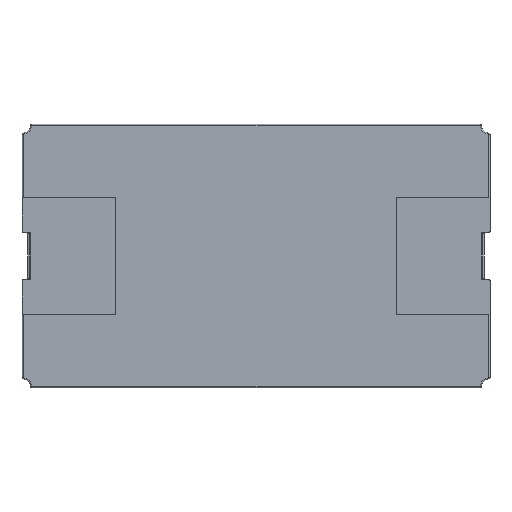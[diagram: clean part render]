
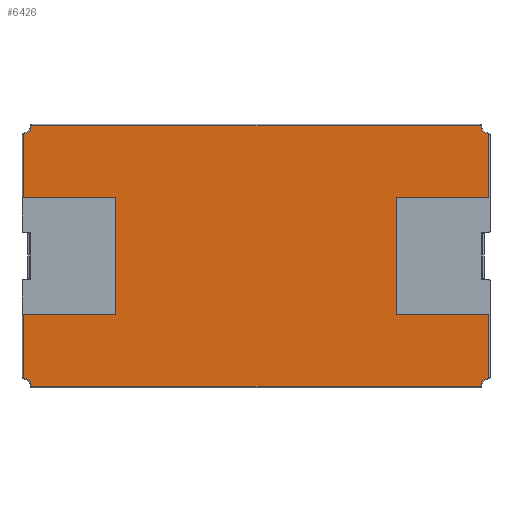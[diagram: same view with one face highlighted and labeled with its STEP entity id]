
A CAD part, front view. The second image highlights one B-rep face of the part: STEP entity #6426.
In plain terms, the highlighted planar face has unit normal (0, -1, 0).
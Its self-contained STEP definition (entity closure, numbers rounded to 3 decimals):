
#181 = AXIS2_PLACEMENT_3D ( 'NONE', #10759, #2221, #10641 ) ;
#223 = VERTEX_POINT ( 'NONE', #5784 ) ;
#257 = AXIS2_PLACEMENT_3D ( 'NONE', #955, #9404, #4415 ) ;
#589 = DIRECTION ( 'NONE',  ( -1., 0., 0. ) ) ;
#594 = ORIENTED_EDGE ( 'NONE', *, *, #2957, .T. ) ;
#598 = CARTESIAN_POINT ( 'NONE',  ( 3.98, 0.05, -1. ) ) ;
#740 = CIRCLE ( 'NONE', #9560, 0.17 ) ;
#765 = VERTEX_POINT ( 'NONE', #6070 ) ;
#775 = DIRECTION ( 'NONE',  ( 1., 0., 0. ) ) ;
#955 = CARTESIAN_POINT ( 'NONE',  ( -4., 0.05, -2.25 ) ) ;
#988 = CARTESIAN_POINT ( 'NONE',  ( -2.4, 0.05, -1. ) ) ;
#1002 = LINE ( 'NONE', #7798, #7384 ) ;
#1360 = VERTEX_POINT ( 'NONE', #8265 ) ;
#1380 = EDGE_CURVE ( 'NONE', #223, #1790, #740, .T. ) ;
#1422 = VECTOR ( 'NONE', #5228, 1000. ) ;
#1764 = CARTESIAN_POINT ( 'NONE',  ( -3.85, 0.05, 2.23 ) ) ;
#1790 = VERTEX_POINT ( 'NONE', #9978 ) ;
#2113 = LINE ( 'NONE', #10713, #8493 ) ;
#2134 = DIRECTION ( 'NONE',  ( 0., 0., 1. ) ) ;
#2145 = VERTEX_POINT ( 'NONE', #5369 ) ;
#2221 = DIRECTION ( 'NONE',  ( 0., 1., 0. ) ) ;
#2401 = VERTEX_POINT ( 'NONE', #3467 ) ;
#2472 = LINE ( 'NONE', #8312, #6954 ) ;
#2534 = EDGE_CURVE ( 'NONE', #3949, #2401, #2113, .T. ) ;
#2595 = VECTOR ( 'NONE', #10078, 1000. ) ;
#2610 = VERTEX_POINT ( 'NONE', #3750 ) ;
#2629 = DIRECTION ( 'NONE',  ( 0., 0., -1. ) ) ;
#2630 = CIRCLE ( 'NONE', #11075, 0.17 ) ;
#2638 = ORIENTED_EDGE ( 'NONE', *, *, #10466, .T. ) ;
#2647 = LINE ( 'NONE', #4407, #10669 ) ;
#2654 = ORIENTED_EDGE ( 'NONE', *, *, #10453, .T. ) ;
#2724 = EDGE_CURVE ( 'NONE', #2861, #2610, #3901, .T. ) ;
#2782 = CARTESIAN_POINT ( 'NONE',  ( 4., 0.05, 2.25 ) ) ;
#2861 = VERTEX_POINT ( 'NONE', #8732 ) ;
#2957 = EDGE_CURVE ( 'NONE', #1790, #8950, #2647, .T. ) ;
#2979 = LINE ( 'NONE', #3768, #6061 ) ;
#3045 = AXIS2_PLACEMENT_3D ( 'NONE', #2782, #6050, #9418 ) ;
#3250 = VERTEX_POINT ( 'NONE', #988 ) ;
#3428 = CARTESIAN_POINT ( 'NONE',  ( 2.4, 0.05, -1. ) ) ;
#3467 = CARTESIAN_POINT ( 'NONE',  ( 3.98, 0.05, 2.081 ) ) ;
#3626 = DIRECTION ( 'NONE',  ( 0., 0., 1. ) ) ;
#3646 = LINE ( 'NONE', #3428, #6141 ) ;
#3750 = CARTESIAN_POINT ( 'NONE',  ( -3.98, 0.05, 1. ) ) ;
#3768 = CARTESIAN_POINT ( 'NONE',  ( 3.98, 0.05, -1. ) ) ;
#3779 = LINE ( 'NONE', #6538, #4725 ) ;
#3826 = ORIENTED_EDGE ( 'NONE', *, *, #10893, .T. ) ;
#3901 = LINE ( 'NONE', #10763, #2595 ) ;
#3949 = VERTEX_POINT ( 'NONE', #8146 ) ;
#3954 = CIRCLE ( 'NONE', #181, 0.17 ) ;
#4080 = LINE ( 'NONE', #1764, #1422 ) ;
#4207 = EDGE_CURVE ( 'NONE', #3250, #2145, #2472, .T. ) ;
#4407 = CARTESIAN_POINT ( 'NONE',  ( 3.85, 0.05, -2.23 ) ) ;
#4415 = DIRECTION ( 'NONE',  ( 0., 0., 1. ) ) ;
#4466 = VECTOR ( 'NONE', #10940, 1000. ) ;
#4642 = DIRECTION ( 'NONE',  ( 1., 0., 0. ) ) ;
#4725 = VECTOR ( 'NONE', #5658, 1000. ) ;
#4994 = EDGE_CURVE ( 'NONE', #7821, #7234, #2979, .T. ) ;
#5039 = VECTOR ( 'NONE', #4642, 1000. ) ;
#5057 = VECTOR ( 'NONE', #2629, 1000. ) ;
#5061 = VERTEX_POINT ( 'NONE', #10731 ) ;
#5121 = ORIENTED_EDGE ( 'NONE', *, *, #5493, .T. ) ;
#5228 = DIRECTION ( 'NONE',  ( -1., 0., 0. ) ) ;
#5238 = CARTESIAN_POINT ( 'NONE',  ( 4., 0.05, -2.25 ) ) ;
#5241 = ORIENTED_EDGE ( 'NONE', *, *, #8608, .T. ) ;
#5347 = ORIENTED_EDGE ( 'NONE', *, *, #4994, .T. ) ;
#5369 = CARTESIAN_POINT ( 'NONE',  ( -3.98, 0.05, -1. ) ) ;
#5481 = DIRECTION ( 'NONE',  ( 0., 0., 1. ) ) ;
#5493 = EDGE_CURVE ( 'NONE', #7894, #765, #6617, .T. ) ;
#5559 = LINE ( 'NONE', #6216, #5039 ) ;
#5635 = DIRECTION ( 'NONE',  ( 0., 0., 1. ) ) ;
#5658 = DIRECTION ( 'NONE',  ( 1., 0., 0. ) ) ;
#5694 = EDGE_CURVE ( 'NONE', #2610, #5061, #5559, .T. ) ;
#5775 = ORIENTED_EDGE ( 'NONE', *, *, #2534, .T. ) ;
#5784 = CARTESIAN_POINT ( 'NONE',  ( -3.98, 0.05, -2.081 ) ) ;
#5901 = CARTESIAN_POINT ( 'NONE',  ( 2.4, 0.05, 1. ) ) ;
#5923 = ORIENTED_EDGE ( 'NONE', *, *, #9308, .T. ) ;
#6050 = DIRECTION ( 'NONE',  ( 0., 1., 0. ) ) ;
#6061 = VECTOR ( 'NONE', #5481, 1000. ) ;
#6070 = CARTESIAN_POINT ( 'NONE',  ( 2.4, 0.05, 1. ) ) ;
#6141 = VECTOR ( 'NONE', #7038, 1000. ) ;
#6216 = CARTESIAN_POINT ( 'NONE',  ( -4., 0.05, 1. ) ) ;
#6224 = EDGE_CURVE ( 'NONE', #2401, #1360, #7883, .T. ) ;
#6426 = ADVANCED_FACE ( 'NONE', ( #8725 ), #8497, .F. ) ;
#6538 = CARTESIAN_POINT ( 'NONE',  ( 4., 0.05, 1. ) ) ;
#6617 = LINE ( 'NONE', #5901, #4466 ) ;
#6669 = VERTEX_POINT ( 'NONE', #10870 ) ;
#6821 = EDGE_CURVE ( 'NONE', #8950, #7821, #2630, .T. ) ;
#6830 = CARTESIAN_POINT ( 'NONE',  ( 3.98, 0.05, -2.081 ) ) ;
#6954 = VECTOR ( 'NONE', #589, 1000. ) ;
#7038 = DIRECTION ( 'NONE',  ( -1., 0., 0. ) ) ;
#7112 = ORIENTED_EDGE ( 'NONE', *, *, #10048, .T. ) ;
#7234 = VERTEX_POINT ( 'NONE', #598 ) ;
#7384 = VECTOR ( 'NONE', #7857, 1000. ) ;
#7409 = CARTESIAN_POINT ( 'NONE',  ( -4., 0.05, -2.25 ) ) ;
#7653 = ORIENTED_EDGE ( 'NONE', *, *, #6224, .T. ) ;
#7798 = CARTESIAN_POINT ( 'NONE',  ( -2.4, 0.05, 1. ) ) ;
#7821 = VERTEX_POINT ( 'NONE', #6830 ) ;
#7857 = DIRECTION ( 'NONE',  ( 0., 0., -1. ) ) ;
#7883 = CIRCLE ( 'NONE', #3045, 0.17 ) ;
#7894 = VERTEX_POINT ( 'NONE', #8780 ) ;
#8146 = CARTESIAN_POINT ( 'NONE',  ( 3.98, 0.05, 1. ) ) ;
#8252 = EDGE_LOOP ( 'NONE', ( #7112, #10854, #9783, #2654, #9441, #5241, #10720, #594, #10154, #5347, #2638, #5121, #3826, #5775, #7653, #5923 ) ) ;
#8265 = CARTESIAN_POINT ( 'NONE',  ( 3.831, 0.05, 2.23 ) ) ;
#8312 = CARTESIAN_POINT ( 'NONE',  ( -2.4, 0.05, -1. ) ) ;
#8493 = VECTOR ( 'NONE', #5635, 1000. ) ;
#8497 = PLANE ( 'NONE',  #257 ) ;
#8608 = EDGE_CURVE ( 'NONE', #2145, #223, #8644, .T. ) ;
#8644 = LINE ( 'NONE', #10261, #5057 ) ;
#8725 = FACE_OUTER_BOUND ( 'NONE', #8252, .T. ) ;
#8732 = CARTESIAN_POINT ( 'NONE',  ( -3.98, 0.05, 2.081 ) ) ;
#8747 = DIRECTION ( 'NONE',  ( 0., 1., 0. ) ) ;
#8780 = CARTESIAN_POINT ( 'NONE',  ( 2.4, 0.05, -1. ) ) ;
#8902 = CARTESIAN_POINT ( 'NONE',  ( 3.831, 0.05, -2.23 ) ) ;
#8950 = VERTEX_POINT ( 'NONE', #8902 ) ;
#9308 = EDGE_CURVE ( 'NONE', #1360, #6669, #4080, .T. ) ;
#9404 = DIRECTION ( 'NONE',  ( 0., 1., 0. ) ) ;
#9418 = DIRECTION ( 'NONE',  ( 0., 0., 1. ) ) ;
#9441 = ORIENTED_EDGE ( 'NONE', *, *, #4207, .T. ) ;
#9560 = AXIS2_PLACEMENT_3D ( 'NONE', #7409, #10861, #2134 ) ;
#9783 = ORIENTED_EDGE ( 'NONE', *, *, #5694, .T. ) ;
#9978 = CARTESIAN_POINT ( 'NONE',  ( -3.831, 0.05, -2.23 ) ) ;
#10048 = EDGE_CURVE ( 'NONE', #6669, #2861, #3954, .T. ) ;
#10078 = DIRECTION ( 'NONE',  ( 0., 0., -1. ) ) ;
#10154 = ORIENTED_EDGE ( 'NONE', *, *, #6821, .T. ) ;
#10261 = CARTESIAN_POINT ( 'NONE',  ( -3.98, 0.05, -2.25 ) ) ;
#10453 = EDGE_CURVE ( 'NONE', #5061, #3250, #1002, .T. ) ;
#10466 = EDGE_CURVE ( 'NONE', #7234, #7894, #3646, .T. ) ;
#10641 = DIRECTION ( 'NONE',  ( 0., 0., 1. ) ) ;
#10669 = VECTOR ( 'NONE', #775, 1000. ) ;
#10713 = CARTESIAN_POINT ( 'NONE',  ( 3.98, 0.05, 2.1 ) ) ;
#10720 = ORIENTED_EDGE ( 'NONE', *, *, #1380, .T. ) ;
#10731 = CARTESIAN_POINT ( 'NONE',  ( -2.4, 0.05, 1. ) ) ;
#10759 = CARTESIAN_POINT ( 'NONE',  ( -4., 0.05, 2.25 ) ) ;
#10763 = CARTESIAN_POINT ( 'NONE',  ( -3.98, 0.05, -2.25 ) ) ;
#10854 = ORIENTED_EDGE ( 'NONE', *, *, #2724, .T. ) ;
#10861 = DIRECTION ( 'NONE',  ( 0., 1., 0. ) ) ;
#10870 = CARTESIAN_POINT ( 'NONE',  ( -3.831, 0.05, 2.23 ) ) ;
#10893 = EDGE_CURVE ( 'NONE', #765, #3949, #3779, .T. ) ;
#10940 = DIRECTION ( 'NONE',  ( 0., 0., 1. ) ) ;
#11075 = AXIS2_PLACEMENT_3D ( 'NONE', #5238, #8747, #3626 ) ;
